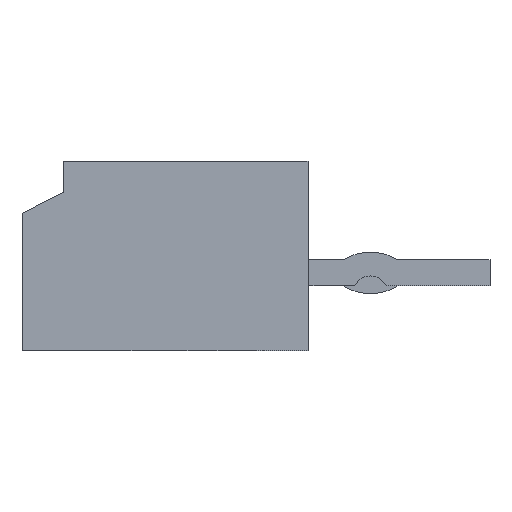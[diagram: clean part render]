
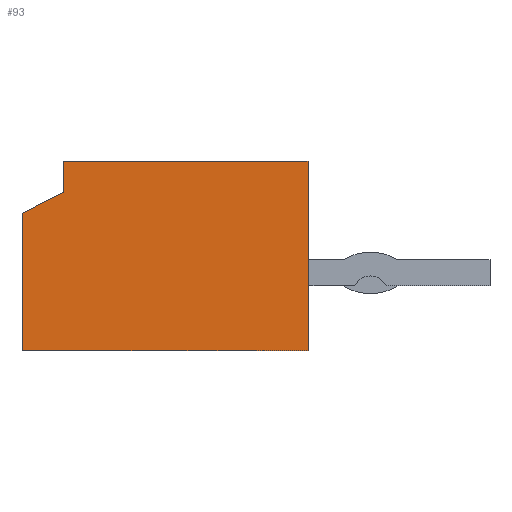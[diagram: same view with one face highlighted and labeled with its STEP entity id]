
A CAD part, left-side view. The second image highlights one B-rep face of the part: STEP entity #93.
In plain terms, the highlighted planar face has unit normal (-1, 0, 0).
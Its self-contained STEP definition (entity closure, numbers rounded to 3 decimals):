
#93=ADVANCED_FACE('',(#295),#296,.T.);
#295=FACE_OUTER_BOUND('',#634,.T.);
#296=PLANE('',#635);
#634=EDGE_LOOP('',(#1162,#1163,#1164,#1165,#1166,#1167));
#635=AXIS2_PLACEMENT_3D('',#1168,#1169,#1170);
#1162=ORIENTED_EDGE('',*,*,#2385,.T.);
#1163=ORIENTED_EDGE('',*,*,#2386,.F.);
#1164=ORIENTED_EDGE('',*,*,#2293,.T.);
#1165=ORIENTED_EDGE('',*,*,#2349,.T.);
#1166=ORIENTED_EDGE('',*,*,#2380,.F.);
#1167=ORIENTED_EDGE('',*,*,#2387,.T.);
#1168=CARTESIAN_POINT('',(-5.0,2.75,-1.825));
#1169=DIRECTION('',(-1.0,0.0,0.0));
#1170=DIRECTION('',(0.0,0.0,1.0));
#2293=EDGE_CURVE('',#2783,#2781,#2784,.T.);
#2349=EDGE_CURVE('',#2781,#2885,#2887,.T.);
#2380=EDGE_CURVE('',#2940,#2885,#2942,.T.);
#2385=EDGE_CURVE('',#2947,#2948,#2949,.T.);
#2386=EDGE_CURVE('',#2783,#2948,#2950,.T.);
#2387=EDGE_CURVE('',#2940,#2947,#2951,.T.);
#2781=VERTEX_POINT('',#3496);
#2783=VERTEX_POINT('',#3499);
#2784=LINE('',#3500,#3501);
#2885=VERTEX_POINT('',#3656);
#2887=LINE('',#3659,#3660);
#2940=VERTEX_POINT('',#3742);
#2942=LINE('',#3745,#3746);
#2947=VERTEX_POINT('',#3755);
#2948=VERTEX_POINT('',#3756);
#2949=LINE('',#3757,#3758);
#2950=LINE('',#3759,#3760);
#2951=LINE('',#3761,#3762);
#3496=CARTESIAN_POINT('',(-5.0,-2.75,-1.825));
#3499=CARTESIAN_POINT('',(-5.0,2.75,-1.825));
#3500=CARTESIAN_POINT('',(-5.0,2.75,-1.825));
#3501=VECTOR('',#4564,5.5);
#3656=CARTESIAN_POINT('',(-5.0,-2.75,1.825));
#3659=CARTESIAN_POINT('',(-5.0,-2.75,-1.825));
#3660=VECTOR('',#4620,3.65);
#3742=CARTESIAN_POINT('',(-5.0,1.95,1.825));
#3745=CARTESIAN_POINT('',(-5.0,1.95,1.825));
#3746=VECTOR('',#4651,4.7);
#3755=CARTESIAN_POINT('',(-5.0,1.95,1.225));
#3756=CARTESIAN_POINT('',(-5.0,2.75,0.825));
#3757=CARTESIAN_POINT('',(-5.0,1.95,1.225));
#3758=VECTOR('',#4656,0.894);
#3759=CARTESIAN_POINT('',(-5.0,2.75,-1.825));
#3760=VECTOR('',#4657,2.65);
#3761=CARTESIAN_POINT('',(-5.0,1.95,1.825));
#3762=VECTOR('',#4658,0.6);
#4564=DIRECTION('',(0.0,-1.0,0.0));
#4620=DIRECTION('',(0.0,0.0,1.0));
#4651=DIRECTION('',(0.0,-1.0,0.0));
#4656=DIRECTION('',(0.0,0.894,-0.447));
#4657=DIRECTION('',(0.0,0.0,1.0));
#4658=DIRECTION('',(0.0,0.0,-1.0));
